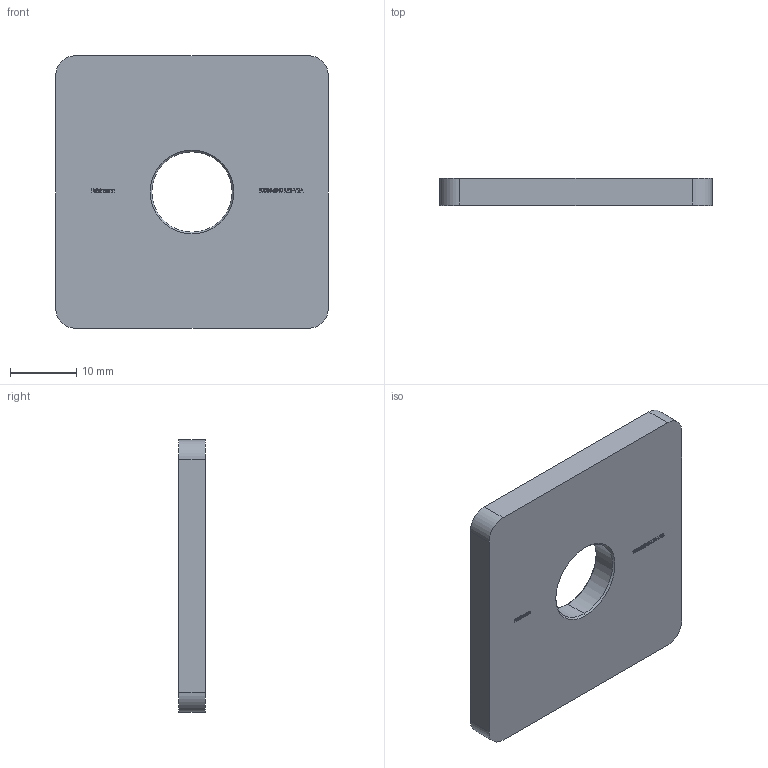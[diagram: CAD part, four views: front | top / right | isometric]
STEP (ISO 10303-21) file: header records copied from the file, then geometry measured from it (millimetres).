
FILE_DESCRIPTION (( 'STEP AP203' ), '1' );
FILE_NAME ('100054040-L12-V2A.step', '2019-07-04T07:49:10', ( '' ), ( '' ), 'SwSTEP 2.0', 'SolidWorks 2015', '' );
FILE_SCHEMA (( 'CONFIG_CONTROL_DESIGN' ));
Length unit declared in the file: millimetre
Products named in the file (1): 100054040-L12-V2A
Bounding box: 41 x 4 x 41 mm (x, y, z)
Volume: 6230.6 mm3; surface area: 3898.4 mm2
Topology: 1 solids, 1 shells, 307 faces, 803 edges, 534 vertices
Faces by surface type: plane 184, bspline 113, cylinder 6, cone 4
Entity records: 16444 total; most frequent: CARTESIAN_POINT 9558, ORIENTED_EDGE 1606, DIRECTION 983, EDGE_CURVE 803, LINE 561, VECTOR 561, VERTEX_POINT 534, EDGE_LOOP 345
